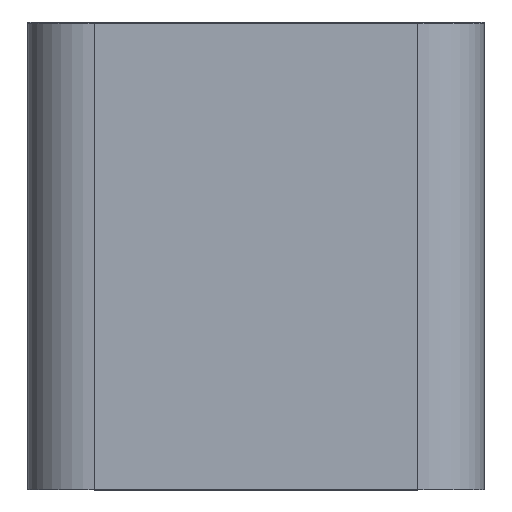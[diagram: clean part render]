
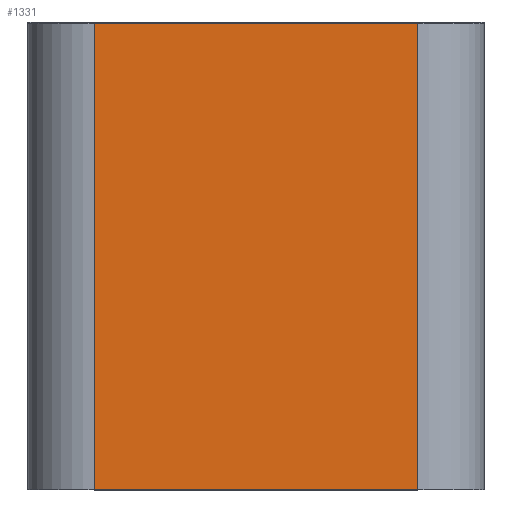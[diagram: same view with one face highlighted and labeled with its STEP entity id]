
A CAD part, top view. The second image highlights one B-rep face of the part: STEP entity #1331.
In plain terms, the highlighted planar face has unit normal (0, 0, 1).
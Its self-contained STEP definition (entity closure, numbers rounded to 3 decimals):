
#222 = VERTEX_POINT('',#223);
#223 = CARTESIAN_POINT('',(-0.195,-8.61,3.45));
#266 = VERTEX_POINT('',#267);
#267 = CARTESIAN_POINT('',(6.145,-8.61,3.45));
#274 = EDGE_CURVE('',#222,#266,#275,.T.);
#275 = LINE('',#276,#277);
#276 = CARTESIAN_POINT('',(-0.195,-8.61,3.45));
#277 = VECTOR('',#278,1.);
#278 = DIRECTION('',(1.,0.,0.));
#1121 = EDGE_CURVE('',#222,#1122,#1124,.T.);
#1122 = VERTEX_POINT('',#1123);
#1123 = CARTESIAN_POINT('',(-0.195,0.53,3.45));
#1124 = LINE('',#1125,#1126);
#1125 = CARTESIAN_POINT('',(-0.195,-8.61,3.45));
#1126 = VECTOR('',#1127,1.);
#1127 = DIRECTION('',(0.,1.,0.));
#1312 = VERTEX_POINT('',#1313);
#1313 = CARTESIAN_POINT('',(6.145,0.53,3.45));
#1320 = EDGE_CURVE('',#266,#1312,#1321,.T.);
#1321 = LINE('',#1322,#1323);
#1322 = CARTESIAN_POINT('',(6.145,-8.61,3.45));
#1323 = VECTOR('',#1324,1.);
#1324 = DIRECTION('',(0.,1.,0.));
#1331 = ADVANCED_FACE('',(#1332),#1343,.F.);
#1332 = FACE_BOUND('',#1333,.F.);
#1333 = EDGE_LOOP('',(#1334,#1335,#1341,#1342));
#1334 = ORIENTED_EDGE('',*,*,#1121,.T.);
#1335 = ORIENTED_EDGE('',*,*,#1336,.T.);
#1336 = EDGE_CURVE('',#1122,#1312,#1337,.T.);
#1337 = LINE('',#1338,#1339);
#1338 = CARTESIAN_POINT('',(-0.195,0.53,3.45));
#1339 = VECTOR('',#1340,1.);
#1340 = DIRECTION('',(1.,0.,0.));
#1341 = ORIENTED_EDGE('',*,*,#1320,.F.);
#1342 = ORIENTED_EDGE('',*,*,#274,.F.);
#1343 = PLANE('',#1344);
#1344 = AXIS2_PLACEMENT_3D('',#1345,#1346,#1347);
#1345 = CARTESIAN_POINT('',(-0.195,-8.61,3.45));
#1346 = DIRECTION('',(0.,0.,-1.));
#1347 = DIRECTION('',(1.,0.,0.));
